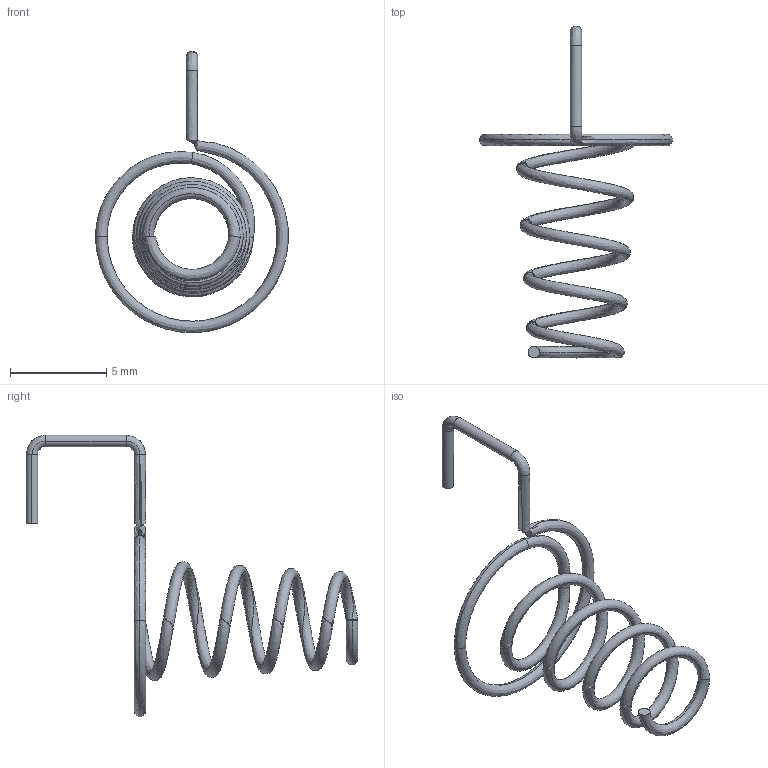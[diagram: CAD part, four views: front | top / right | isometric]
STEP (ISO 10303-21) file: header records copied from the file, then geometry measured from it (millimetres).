
FILE_DESCRIPTION (( 'STEP AP214' ), '1' );
FILE_NAME ('Terminal-.STEP', '2022-07-08T07:02:04', ( '' ), ( '' ), 'SwSTEP 2.0', 'SolidWorks 2018', '' );
FILE_SCHEMA (( 'AUTOMOTIVE_DESIGN' ));
Length unit declared in the file: millimetre
Products named in the file (1): Terminal-
Bounding box: 9.99 x 17.2 x 14.6 mm (x, y, z)
Volume: 33 mm3; surface area: 224.6 mm2
Topology: 2 solids, 2 shells, 22 faces, 44 edges, 22 vertices
Faces by surface type: bspline 20, plane 2
Entity records: 6173 total; most frequent: CARTESIAN_POINT 5894, ORIENTED_EDGE 80, EDGE_CURVE 40, EDGE_LOOP 22, FACE_OUTER_BOUND 22, VERTEX_POINT 22, ADVANCED_FACE 22, B_SPLINE_CURVE_WITH_KNOTS 9
